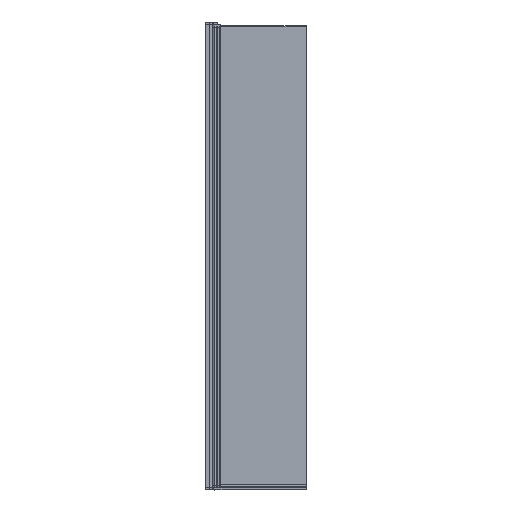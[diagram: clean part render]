
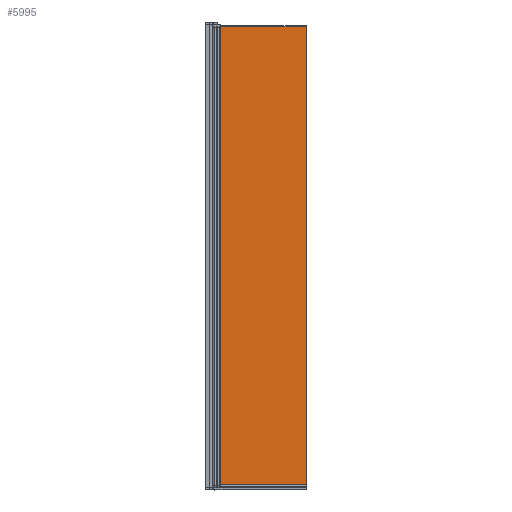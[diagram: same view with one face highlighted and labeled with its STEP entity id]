
A CAD part, top view. The second image highlights one B-rep face of the part: STEP entity #5995.
In plain terms, the highlighted face is planar.
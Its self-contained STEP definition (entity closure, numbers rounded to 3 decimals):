
#802 = DIRECTION ( 'NONE',  ( 1., 0., 0. ) ) ;
#855 = ORIENTED_EDGE ( 'NONE', *, *, #17741, .T. ) ;
#1495 = DIRECTION ( 'NONE',  ( 1., 0., 0. ) ) ;
#3349 = VERTEX_POINT ( 'NONE', #16814 ) ;
#3376 = CARTESIAN_POINT ( 'NONE',  ( 1., 1949., 0. ) ) ;
#3554 = VECTOR ( 'NONE', #42369, 1000. ) ;
#3646 = AXIS2_PLACEMENT_3D ( 'NONE', #33366, #44526, #37250 ) ;
#4528 = ORIENTED_EDGE ( 'NONE', *, *, #47473, .T. ) ;
#4673 = PLANE ( 'NONE',  #46518 ) ;
#5005 = CARTESIAN_POINT ( 'NONE',  ( 8.5, 1949., 0. ) ) ;
#5115 = VERTEX_POINT ( 'NONE', #17035 ) ;
#5995 = ADVANCED_FACE ( 'NONE', ( #27200 ), #4673, .T. ) ;
#6066 = VECTOR ( 'NONE', #25678, 1000. ) ;
#6835 = DIRECTION ( 'NONE',  ( 0., -1., 0. ) ) ;
#6851 = EDGE_CURVE ( 'NONE', #26041, #14254, #27212, .T. ) ;
#6921 = EDGE_CURVE ( 'NONE', #26041, #3349, #32114, .T. ) ;
#7388 = VECTOR ( 'NONE', #32867, 1000. ) ;
#7685 = CARTESIAN_POINT ( 'NONE',  ( 379., 3., 0. ) ) ;
#8580 = VERTEX_POINT ( 'NONE', #22479 ) ;
#9871 = CARTESIAN_POINT ( 'NONE',  ( 12., 1., 0. ) ) ;
#10836 = EDGE_CURVE ( 'NONE', #42241, #14254, #43510, .T. ) ;
#12142 = EDGE_CURVE ( 'NONE', #19670, #42241, #28286, .T. ) ;
#12724 = EDGE_LOOP ( 'NONE', ( #4528, #39672, #38980, #855, #46710, #28456, #28711, #44449, #41474, #30712 ) ) ;
#13204 = AXIS2_PLACEMENT_3D ( 'NONE', #40314, #32686, #1495 ) ;
#13552 = CARTESIAN_POINT ( 'NONE',  ( 11.854, 1., 0. ) ) ;
#14172 = LINE ( 'NONE', #44826, #19528 ) ;
#14254 = VERTEX_POINT ( 'NONE', #13552 ) ;
#15522 = EDGE_CURVE ( 'NONE', #31907, #19670, #14172, .T. ) ;
#16814 = CARTESIAN_POINT ( 'NONE',  ( 1., 1., 0. ) ) ;
#17035 = CARTESIAN_POINT ( 'NONE',  ( 11.854, 1948., 0. ) ) ;
#17741 = EDGE_CURVE ( 'NONE', #5115, #25562, #25471, .T. ) ;
#18719 = CIRCLE ( 'NONE', #19441, 3.5 ) ;
#19393 = DIRECTION ( 'NONE',  ( 0., 0., -1. ) ) ;
#19441 = AXIS2_PLACEMENT_3D ( 'NONE', #30276, #22652, #50101 ) ;
#19528 = VECTOR ( 'NONE', #6835, 1000. ) ;
#19670 = VERTEX_POINT ( 'NONE', #46609 ) ;
#20405 = EDGE_CURVE ( 'NONE', #37786, #8580, #41283, .T. ) ;
#22479 = CARTESIAN_POINT ( 'NONE',  ( 5.146, 1948., 0. ) ) ;
#22652 = DIRECTION ( 'NONE',  ( 0., 0., -1. ) ) ;
#23130 = DIRECTION ( 'NONE',  ( -1., 0., 0. ) ) ;
#23858 = CARTESIAN_POINT ( 'NONE',  ( 5., 1948., 0. ) ) ;
#23883 = DIRECTION ( 'NONE',  ( 1., 0., 0. ) ) ;
#24833 = EDGE_CURVE ( 'NONE', #25562, #31907, #38545, .T. ) ;
#25056 = CARTESIAN_POINT ( 'NONE',  ( 0., 1., 0. ) ) ;
#25471 = LINE ( 'NONE', #40138, #38833 ) ;
#25562 = VERTEX_POINT ( 'NONE', #29225 ) ;
#25678 = DIRECTION ( 'NONE',  ( -1., 0., 0. ) ) ;
#26041 = VERTEX_POINT ( 'NONE', #42275 ) ;
#27200 = FACE_OUTER_BOUND ( 'NONE', #12724, .T. ) ;
#27212 = CIRCLE ( 'NONE', #13204, 3.5 ) ;
#28044 = CARTESIAN_POINT ( 'NONE',  ( 381., 1946., 0. ) ) ;
#28286 = CIRCLE ( 'NONE', #32697, 2. ) ;
#28456 = ORIENTED_EDGE ( 'NONE', *, *, #15522, .T. ) ;
#28711 = ORIENTED_EDGE ( 'NONE', *, *, #12142, .T. ) ;
#28967 = CARTESIAN_POINT ( 'NONE',  ( 1., 1948., 0. ) ) ;
#29225 = CARTESIAN_POINT ( 'NONE',  ( 379., 1948., 0. ) ) ;
#30276 = CARTESIAN_POINT ( 'NONE',  ( 8.5, 1949., 0. ) ) ;
#30712 = ORIENTED_EDGE ( 'NONE', *, *, #6921, .T. ) ;
#31454 = DIRECTION ( 'NONE',  ( 0., 0., -1. ) ) ;
#31907 = VERTEX_POINT ( 'NONE', #28044 ) ;
#31933 = LINE ( 'NONE', #3376, #3554 ) ;
#32114 = LINE ( 'NONE', #25056, #7388 ) ;
#32644 = DIRECTION ( 'NONE',  ( -1., 0., 0. ) ) ;
#32686 = DIRECTION ( 'NONE',  ( 0., 0., -1. ) ) ;
#32697 = AXIS2_PLACEMENT_3D ( 'NONE', #7685, #19393, #23130 ) ;
#32867 = DIRECTION ( 'NONE',  ( -1., 0., 0. ) ) ;
#33366 = CARTESIAN_POINT ( 'NONE',  ( 379., 1946., 0. ) ) ;
#33994 = VECTOR ( 'NONE', #802, 1000. ) ;
#35400 = CARTESIAN_POINT ( 'NONE',  ( 379., 1., 0. ) ) ;
#37250 = DIRECTION ( 'NONE',  ( -1., 0., 0. ) ) ;
#37786 = VERTEX_POINT ( 'NONE', #28967 ) ;
#38545 = CIRCLE ( 'NONE', #3646, 2. ) ;
#38833 = VECTOR ( 'NONE', #23883, 1000. ) ;
#38980 = ORIENTED_EDGE ( 'NONE', *, *, #45184, .F. ) ;
#39672 = ORIENTED_EDGE ( 'NONE', *, *, #20405, .T. ) ;
#40138 = CARTESIAN_POINT ( 'NONE',  ( 379., 1948., 0. ) ) ;
#40314 = CARTESIAN_POINT ( 'NONE',  ( 8.5, 0., 0. ) ) ;
#41283 = LINE ( 'NONE', #23858, #33994 ) ;
#41474 = ORIENTED_EDGE ( 'NONE', *, *, #6851, .F. ) ;
#42241 = VERTEX_POINT ( 'NONE', #35400 ) ;
#42275 = CARTESIAN_POINT ( 'NONE',  ( 5.146, 1., 0. ) ) ;
#42369 = DIRECTION ( 'NONE',  ( 0., 1., 0. ) ) ;
#43510 = LINE ( 'NONE', #9871, #6066 ) ;
#44449 = ORIENTED_EDGE ( 'NONE', *, *, #10836, .T. ) ;
#44526 = DIRECTION ( 'NONE',  ( 0., 0., -1. ) ) ;
#44826 = CARTESIAN_POINT ( 'NONE',  ( 381., 3., 0. ) ) ;
#45184 = EDGE_CURVE ( 'NONE', #5115, #8580, #18719, .T. ) ;
#46518 = AXIS2_PLACEMENT_3D ( 'NONE', #5005, #31454, #32644 ) ;
#46609 = CARTESIAN_POINT ( 'NONE',  ( 381., 3., 0. ) ) ;
#46710 = ORIENTED_EDGE ( 'NONE', *, *, #24833, .T. ) ;
#47473 = EDGE_CURVE ( 'NONE', #3349, #37786, #31933, .T. ) ;
#50101 = DIRECTION ( 'NONE',  ( -1., 0., 0. ) ) ;
